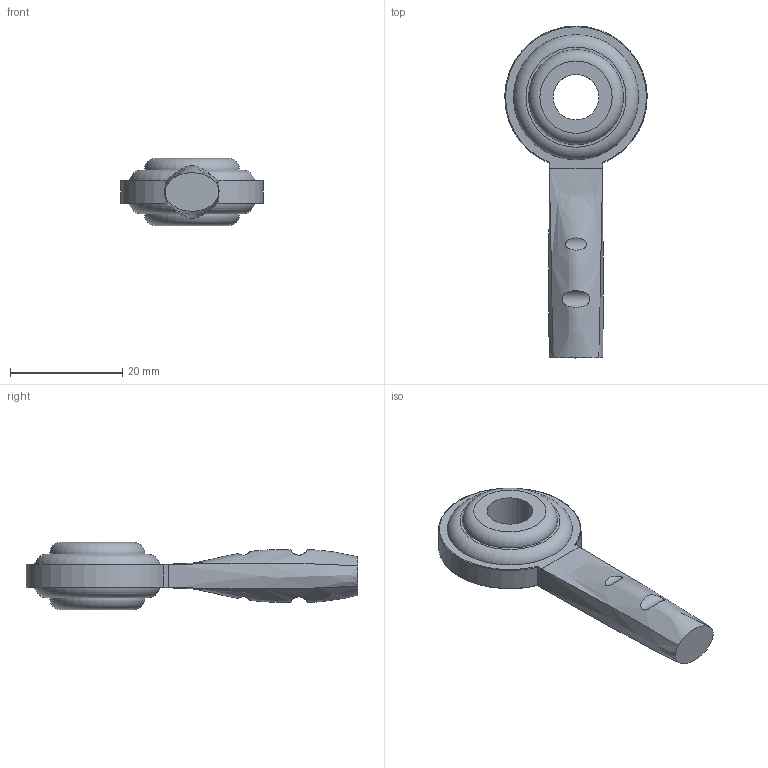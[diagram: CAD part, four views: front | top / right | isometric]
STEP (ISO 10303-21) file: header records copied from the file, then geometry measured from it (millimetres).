
FILE_DESCRIPTION(/* description */ (''),/* implementation_level */ '2;1');
FILE_NAME(/* name */ 'AL7008.stp',/* time_stamp */ '2019-12-14T12:18:40-08:00',/* author */ ('Phillips Lenovo'),/* organization */ ('Autodesk Inc.'),/* preprocessor_version */ 'ST-DEVELOPER v18',/* originating_system */ 'Autodesk Inventor 2020',/* authorisation */ '');
FILE_SCHEMA (('AUTOMOTIVE_DESIGN { 1 0 10303 214 3 1 1 }'));
Length unit declared in the file: inch
Products named in the file (1): AL7008
Bounding box: 25.39 x 59.18 x 11.99 mm (x, y, z)
Volume: 5605.8 mm3; surface area: 2775.6 mm2
Topology: 1 solids, 1 shells, 25 faces, 60 edges, 45 vertices
Faces by surface type: plane 9, cylinder 6, torus 6, bspline 4
Full cylindrical faces by diameter (mm): 8.128 x1
Entity records: 1423 total; most frequent: CARTESIAN_POINT 751, DIRECTION 123, ORIENTED_EDGE 120, EDGE_CURVE 60, AXIS2_PLACEMENT_3D 53, VERTEX_POINT 45, EDGE_LOOP 35, CIRCLE 27
